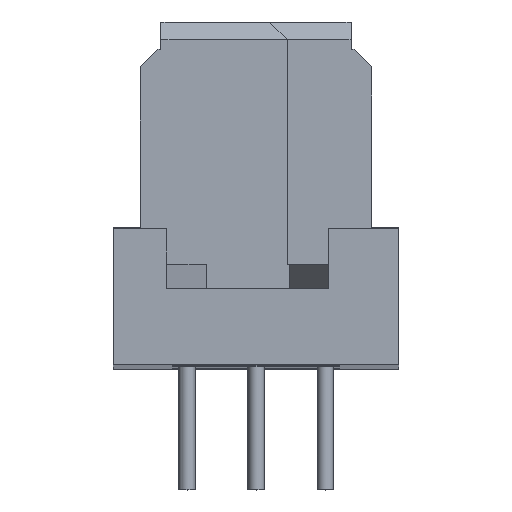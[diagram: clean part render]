
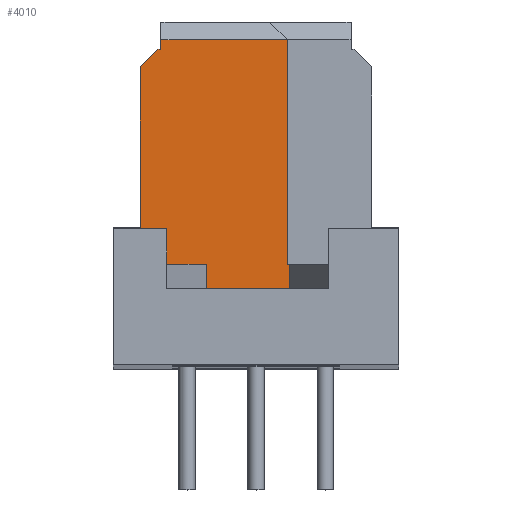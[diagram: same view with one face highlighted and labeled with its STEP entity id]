
A CAD part, top view. The second image highlights one B-rep face of the part: STEP entity #4010.
In plain terms, the highlighted free-form (B-spline) face has degree [1, 1] with [2, 2] control points.
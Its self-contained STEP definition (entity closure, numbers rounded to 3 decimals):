
#2418=CARTESIAN_POINT('V105',(3.418,2.8,
   89.95));
#2419=VERTEX_POINT('V105',#2418);
#2425=CARTESIAN_POINT('V110',(3.418,3.7,
   89.95));
#2426=VERTEX_POINT('V110',#2425);
#2427=CARTESIAN_POINT('E156',(3.418,2.8,
   89.95));
#2428=CARTESIAN_POINT('E156',(3.418,3.7,
   89.95));
#2429=B_SPLINE_CURVE_WITH_KNOTS('E156',1,(#2427,#2428),
   .POLYLINE_FORM.,.F.,.U.,(2,2),(0.0,0.294),
   .UNSPECIFIED.);
#2430=EDGE_CURVE('E156',#2419,#2426,#2429,.T.);
#2445=CARTESIAN_POINT('V80',(1.,3.7,
   89.95));
#2446=VERTEX_POINT('V80',#2445);
#2447=CARTESIAN_POINT('E151',(3.418,3.7,
   89.95));
#2448=CARTESIAN_POINT('E151',(1.,3.7,
   89.95));
#2449=QUASI_UNIFORM_CURVE('E151',1,(#2447,#2448),.POLYLINE_FORM.,.F.,
   .U.);
#2450=EDGE_CURVE('E151',#2426,#2446,#2449,.T.);
#3777=CARTESIAN_POINT('V111',(6.4,3.7,
   89.95));
#3778=VERTEX_POINT('V111',#3777);
#3779=CARTESIAN_POINT('V126',(6.4,11.95,
   89.95));
#3780=VERTEX_POINT('V126',#3779);
#3781=CARTESIAN_POINT('E179',(6.4,3.7,
   89.95));
#3782=CARTESIAN_POINT('E179',(6.4,11.95,
   89.95));
#3783=B_SPLINE_CURVE_WITH_KNOTS('E179',1,(#3781,#3782),
   .POLYLINE_FORM.,.F.,.U.,(2,2),(0.0,0.927),
   .UNSPECIFIED.);
#3784=EDGE_CURVE('E179',#3778,#3780,#3783,.T.);
#3920=CARTESIAN_POINT('V121',(1.76,11.95,
   89.95));
#3921=VERTEX_POINT('V121',#3920);
#3929=CARTESIAN_POINT('V122',(1.76,11.6,
   89.95));
#3930=VERTEX_POINT('V122',#3929);
#3936=CARTESIAN_POINT('E171',(1.76,11.6,
   89.95));
#3937=CARTESIAN_POINT('E171',(1.76,11.95,
   89.95));
#3938=B_SPLINE_CURVE_WITH_KNOTS('E171',1,(#3936,#3937),
   .POLYLINE_FORM.,.F.,.U.,(2,2),(0.0,0.075),
   .UNSPECIFIED.);
#3939=EDGE_CURVE('E171',#3930,#3921,#3938,.T.);
#3950=CARTESIAN_POINT('E178',(1.76,11.95,
   89.95));
#3951=CARTESIAN_POINT('E178',(6.4,11.95,
   89.95));
#3952=B_SPLINE_CURVE_WITH_KNOTS('E178',1,(#3950,#3951),
   .POLYLINE_FORM.,.F.,.U.,(2,2),(2.0,7.048),
   .UNSPECIFIED.);
#3953=EDGE_CURVE('E178',#3921,#3780,#3952,.T.);
#3960=CARTESIAN_POINT('F60',(6.682,-0.1,
   89.95));
#3961=CARTESIAN_POINT('F60',(0.8,-0.1,
   89.95));
#3962=CARTESIAN_POINT('F60',(6.682,12.7,
   89.95));
#3963=CARTESIAN_POINT('F60',(0.8,12.7,
   89.95));
#3964=B_SPLINE_SURFACE_WITH_KNOTS('F60',1,1,((#3960,#3962),(#3961,
   #3963)),.PLANE_SURF.,.F.,.F.,.U.,(2,2),(2,2),(0.0,1.0),(0.0,
   2.176),.UNSPECIFIED.);
#3965=ORIENTED_EDGE('F57',*,*,#3939,.F.);
#3966=CARTESIAN_POINT('V64',(1.65,11.6,
   89.95));
#3967=VERTEX_POINT('V64',#3966);
#3968=CARTESIAN_POINT('E180',(1.65,11.6,
   89.95));
#3969=CARTESIAN_POINT('E180',(1.76,11.6,
   89.95));
#3970=B_SPLINE_CURVE_WITH_KNOTS('E180',1,(#3968,#3969),
   .POLYLINE_FORM.,.F.,.U.,(2,2),(0.0,0.023),
   .UNSPECIFIED.);
#3971=EDGE_CURVE('E180',#3967,#3930,#3970,.T.);
#3972=ORIENTED_EDGE('E180',*,*,#3971,.F.);
#3973=CARTESIAN_POINT('V63',(1.,10.95,
   89.95));
#3974=VERTEX_POINT('V63',#3973);
#3975=CARTESIAN_POINT('E71',(1.0,10.95,
   89.95));
#3976=CARTESIAN_POINT('E71',(1.65,11.6,
   89.95));
#3977=QUASI_UNIFORM_CURVE('E71',1,(#3975,#3976),.POLYLINE_FORM.,.F.,
   .U.);
#3978=EDGE_CURVE('E71',#3974,#3967,#3977,.T.);
#3979=ORIENTED_EDGE('E71',*,*,#3978,.F.);
#3980=CARTESIAN_POINT('E98',(1.,3.7,
   89.95));
#3981=CARTESIAN_POINT('E98',(1.,10.95,
   89.95));
#3982=QUASI_UNIFORM_CURVE('E98',1,(#3980,#3981),.POLYLINE_FORM.,.F.,
   .U.);
#3983=EDGE_CURVE('E98',#2446,#3974,#3982,.T.);
#3984=ORIENTED_EDGE('E98',*,*,#3983,.F.);
#3985=ORIENTED_EDGE('E151',*,*,#2450,.F.);
#3986=ORIENTED_EDGE('E156',*,*,#2430,.F.);
#3987=CARTESIAN_POINT('V104',(6.482,2.8,
   89.95));
#3988=VERTEX_POINT('V104',#3987);
#3989=CARTESIAN_POINT('E142',(6.482,2.8,
   89.95));
#3990=CARTESIAN_POINT('E142',(3.418,2.8,
   89.95));
#3991=QUASI_UNIFORM_CURVE('E142',1,(#3989,#3990),.POLYLINE_FORM.,.F.,
   .U.);
#3992=EDGE_CURVE('E142',#3988,#2419,#3991,.T.);
#3993=ORIENTED_EDGE('E142',*,*,#3992,.F.);
#3994=CARTESIAN_POINT('V103',(6.482,3.7,
   89.95));
#3995=VERTEX_POINT('V103',#3994);
#3996=CARTESIAN_POINT('E136',(6.482,3.7,
   89.95));
#3997=CARTESIAN_POINT('E136',(6.482,2.8,
   89.95));
#3998=B_SPLINE_CURVE_WITH_KNOTS('E136',1,(#3996,#3997),
   .POLYLINE_FORM.,.F.,.U.,(2,2),(0.0,0.312),
   .UNSPECIFIED.);
#3999=EDGE_CURVE('E136',#3995,#3988,#3998,.T.);
#4000=ORIENTED_EDGE('E136',*,*,#3999,.F.);
#4001=CARTESIAN_POINT('E152',(6.4,3.7,
   89.95));
#4002=CARTESIAN_POINT('E152',(6.482,3.7,
   89.95));
#4003=B_SPLINE_CURVE_WITH_KNOTS('E152',1,(#4001,#4002),
   .POLYLINE_FORM.,.F.,.U.,(2,2),(0.973,1.0),
   .UNSPECIFIED.);
#4004=EDGE_CURVE('E152',#3778,#3995,#4003,.T.);
#4005=ORIENTED_EDGE('E152',*,*,#4004,.F.);
#4006=ORIENTED_EDGE('E179',*,*,#3784,.T.);
#4007=ORIENTED_EDGE('E178',*,*,#3953,.F.);
#4008=EDGE_LOOP('F60',(#3965,#3972,#3979,#3984,#3985,#3986,#3993,
   #4000,#4005,#4006,#4007));
#4009=FACE_OUTER_BOUND('F60',#4008,.T.);
#4010=ADVANCED_FACE('F60',(#4009),#3964,.F.);
